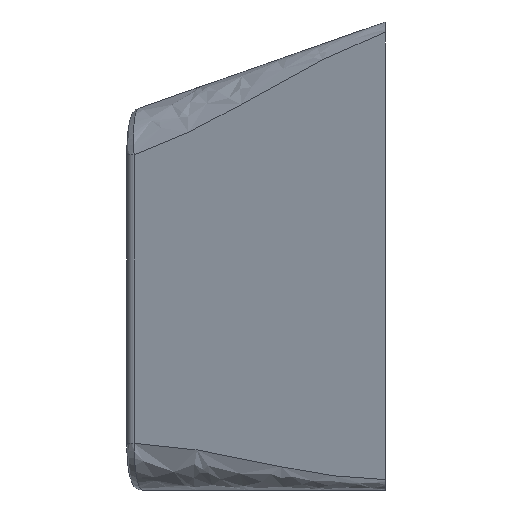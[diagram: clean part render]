
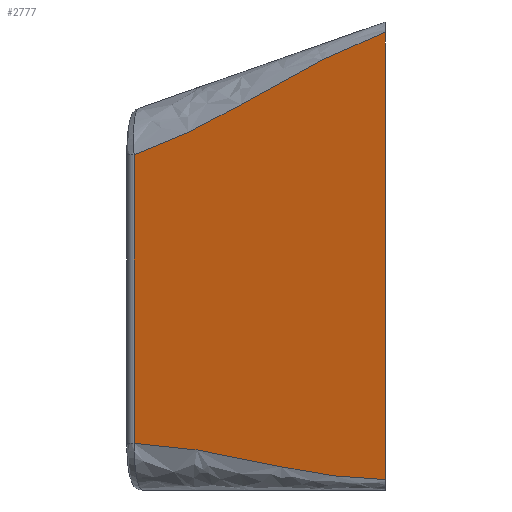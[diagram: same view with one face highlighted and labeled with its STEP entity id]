
A CAD part, left-side view. The second image highlights one B-rep face of the part: STEP entity #2777.
In plain terms, the highlighted planar face has unit normal (-0.958, 0.287, 0).
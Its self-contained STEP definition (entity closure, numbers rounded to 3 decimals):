
#2468=EDGE_CURVE('',#2469,#2471,#2473,.F.);
#2469=VERTEX_POINT('',#2470);
#2470=CARTESIAN_POINT('',(0.0,0.0,-0.384));
#2471=VERTEX_POINT('',#2472);
#2472=CARTESIAN_POINT('',(0.0,0.0,-17.6));
#2473=LINE('',#2474,#2475);
#2474=CARTESIAN_POINT('',(0.0,0.0,0.0));
#2475=VECTOR('',#2476,1.0);
#2476=DIRECTION('',(0.0,0.0,1.0));
#2777=ADVANCED_FACE('',(#2778),#2817,.F.);
#2778=FACE_BOUND('',#2779,.T.);
#2779=EDGE_LOOP('',(#2780,#2795,#2803,#2816));
#2780=ORIENTED_EDGE('',*,*,#2781,.T.);
#2781=EDGE_CURVE('',#2469,#2782,#2784,.T.);
#2782=VERTEX_POINT('',#2783);
#2783=CARTESIAN_POINT('',(2.899,9.664,-5.108));
#2784=B_SPLINE_CURVE_WITH_KNOTS('',3,(#2785,#2786,#2787,#2788,#2789,#2790,#2791,#2792,#2793,#2794),.UNSPECIFIED.,.F.,.U.,(4,3,3,4),(-0.023,0.0,0.011,0.035),.UNSPECIFIED.);
#2785=CARTESIAN_POINT('',(-6.332,-21.107,7.004));
#2786=CARTESIAN_POINT('',(-4.233,-14.108,4.554));
#2787=CARTESIAN_POINT('',(-2.133,-7.11,2.105));
#2788=CARTESIAN_POINT('',(-0.033,-0.111,-0.345));
#2789=CARTESIAN_POINT('',(0.967,3.223,-1.511));
#2790=CARTESIAN_POINT('',(1.851,6.168,-3.885));
#2791=CARTESIAN_POINT('',(2.851,9.502,-5.052));
#2792=CARTESIAN_POINT('',(5.0,16.667,-7.559));
#2793=CARTESIAN_POINT('',(7.149,23.832,-10.067));
#2794=CARTESIAN_POINT('',(9.299,30.996,-12.575));
#2795=ORIENTED_EDGE('',*,*,#2796,.T.);
#2796=EDGE_CURVE('',#2782,#2797,#2799,.T.);
#2797=VERTEX_POINT('',#2798);
#2798=CARTESIAN_POINT('',(2.899,9.664,-16.205));
#2799=LINE('',#2800,#2801);
#2800=CARTESIAN_POINT('',(2.899,9.664,0.0));
#2801=VECTOR('',#2802,1.0);
#2802=DIRECTION('',(0.0,0.0,-1.0));
#2803=ORIENTED_EDGE('',*,*,#2804,.T.);
#2804=EDGE_CURVE('',#2797,#2471,#2805,.T.);
#2805=B_SPLINE_CURVE_WITH_KNOTS('',3,(#2806,#2807,#2808,#2809,#2810,#2811,#2812,#2813,#2814,#2815),.UNSPECIFIED.,.F.,.U.,(4,3,3,4),(-0.032,-0.01,0.0,0.021),.UNSPECIFIED.);
#2806=CARTESIAN_POINT('',(9.235,30.783,-16.2));
#2807=CARTESIAN_POINT('',(7.157,23.855,-16.2));
#2808=CARTESIAN_POINT('',(5.078,16.928,-16.2));
#2809=CARTESIAN_POINT('',(3.0,10.0,-16.2));
#2810=CARTESIAN_POINT('',(2.0,6.667,-16.2));
#2811=CARTESIAN_POINT('',(1.0,3.333,-17.6));
#2812=CARTESIAN_POINT('',(0.,0.,-17.6));
#2813=CARTESIAN_POINT('',(-2.052,-6.841,-17.6));
#2814=CARTESIAN_POINT('',(-4.104,-13.681,-17.6));
#2815=CARTESIAN_POINT('',(-6.157,-20.522,-17.6));
#2816=ORIENTED_EDGE('',*,*,#2468,.F.);
#2817=PLANE('',#2818);
#2818=AXIS2_PLACEMENT_3D('',#2819,#2820,#2821);
#2819=CARTESIAN_POINT('',(0.,0.,0.0));
#2820=DIRECTION('',(0.958,-0.287,0.0));
#2821=DIRECTION('',(0.287,0.958,0.0));
